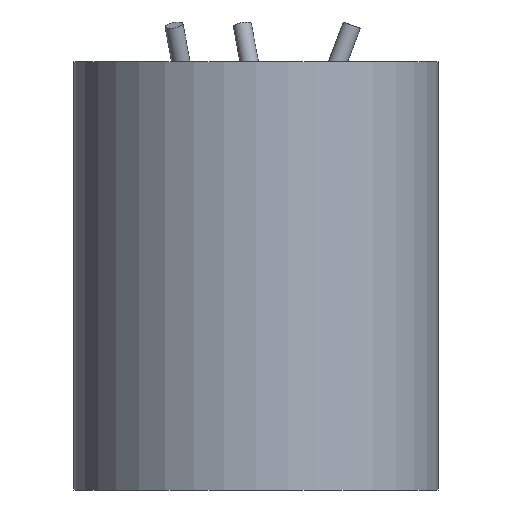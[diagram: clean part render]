
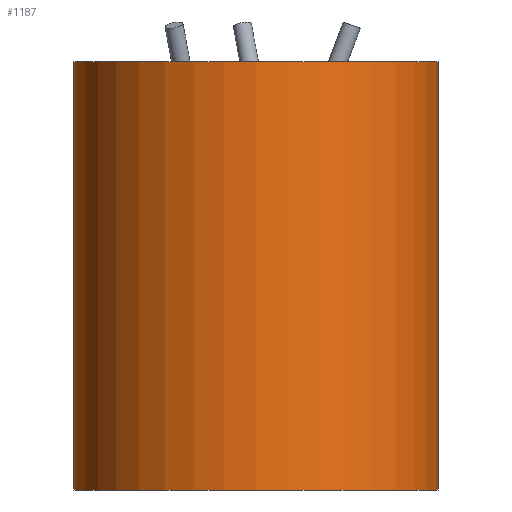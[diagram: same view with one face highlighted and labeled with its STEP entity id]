
A CAD part, front view. The second image highlights one B-rep face of the part: STEP entity #1187.
In plain terms, the highlighted cylindrical face has radius 300 mm (diameter 600 mm), a full revolution.
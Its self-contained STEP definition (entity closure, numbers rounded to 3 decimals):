
#1187 = ADVANCED_FACE('',(#1188),#1201,.T.);
#1188 = FACE_BOUND('',#1189,.T.);
#1189 = EDGE_LOOP('',(#1190,#1224,#1247,#1274));
#1190 = ORIENTED_EDGE('',*,*,#1191,.F.);
#1191 = EDGE_CURVE('',#1192,#1192,#1194,.T.);
#1192 = VERTEX_POINT('',#1193);
#1193 = CARTESIAN_POINT('',(300.,0.,660.));
#1194 = SURFACE_CURVE('',#1195,(#1200,#1212),.PCURVE_S1.);
#1195 = CIRCLE('',#1196,300.);
#1196 = AXIS2_PLACEMENT_3D('',#1197,#1198,#1199);
#1197 = CARTESIAN_POINT('',(0.,0.,660.));
#1198 = DIRECTION('',(0.,0.,1.));
#1199 = DIRECTION('',(1.,0.,-0.));
#1200 = PCURVE('',#1201,#1206);
#1201 = CYLINDRICAL_SURFACE('',#1202,300.);
#1202 = AXIS2_PLACEMENT_3D('',#1203,#1204,#1205);
#1203 = CARTESIAN_POINT('',(0.,0.,-45.));
#1204 = DIRECTION('',(0.,0.,1.));
#1205 = DIRECTION('',(1.,0.,-0.));
#1206 = DEFINITIONAL_REPRESENTATION('',(#1207),#1211);
#1207 = LINE('',#1208,#1209);
#1208 = CARTESIAN_POINT('',(0.,705.));
#1209 = VECTOR('',#1210,1.);
#1210 = DIRECTION('',(1.,0.));
#1211 = ( GEOMETRIC_REPRESENTATION_CONTEXT(2) 
PARAMETRIC_REPRESENTATION_CONTEXT() REPRESENTATION_CONTEXT('2D SPACE',''
  ) );
#1212 = PCURVE('',#1213,#1218);
#1213 = PLANE('',#1214);
#1214 = AXIS2_PLACEMENT_3D('',#1215,#1216,#1217);
#1215 = CARTESIAN_POINT('',(0.,0.,660.));
#1216 = DIRECTION('',(0.,0.,1.));
#1217 = DIRECTION('',(1.,0.,-0.));
#1218 = DEFINITIONAL_REPRESENTATION('',(#1219),#1223);
#1219 = CIRCLE('',#1220,300.);
#1220 = AXIS2_PLACEMENT_2D('',#1221,#1222);
#1221 = CARTESIAN_POINT('',(0.,0.));
#1222 = DIRECTION('',(1.,0.));
#1223 = ( GEOMETRIC_REPRESENTATION_CONTEXT(2) 
PARAMETRIC_REPRESENTATION_CONTEXT() REPRESENTATION_CONTEXT('2D SPACE',''
  ) );
#1224 = ORIENTED_EDGE('',*,*,#1225,.F.);
#1225 = EDGE_CURVE('',#1226,#1192,#1228,.T.);
#1226 = VERTEX_POINT('',#1227);
#1227 = CARTESIAN_POINT('',(300.,0.,-45.));
#1228 = SEAM_CURVE('',#1229,(#1233,#1240),.PCURVE_S1.);
#1229 = LINE('',#1230,#1231);
#1230 = CARTESIAN_POINT('',(300.,0.,-45.));
#1231 = VECTOR('',#1232,1.);
#1232 = DIRECTION('',(0.,0.,1.));
#1233 = PCURVE('',#1201,#1234);
#1234 = DEFINITIONAL_REPRESENTATION('',(#1235),#1239);
#1235 = LINE('',#1236,#1237);
#1236 = CARTESIAN_POINT('',(6.283,-0.));
#1237 = VECTOR('',#1238,1.);
#1238 = DIRECTION('',(0.,1.));
#1239 = ( GEOMETRIC_REPRESENTATION_CONTEXT(2) 
PARAMETRIC_REPRESENTATION_CONTEXT() REPRESENTATION_CONTEXT('2D SPACE',''
  ) );
#1240 = PCURVE('',#1201,#1241);
#1241 = DEFINITIONAL_REPRESENTATION('',(#1242),#1246);
#1242 = LINE('',#1243,#1244);
#1243 = CARTESIAN_POINT('',(0.,-0.));
#1244 = VECTOR('',#1245,1.);
#1245 = DIRECTION('',(0.,1.));
#1246 = ( GEOMETRIC_REPRESENTATION_CONTEXT(2) 
PARAMETRIC_REPRESENTATION_CONTEXT() REPRESENTATION_CONTEXT('2D SPACE',''
  ) );
#1247 = ORIENTED_EDGE('',*,*,#1248,.T.);
#1248 = EDGE_CURVE('',#1226,#1226,#1249,.T.);
#1249 = SURFACE_CURVE('',#1250,(#1255,#1262),.PCURVE_S1.);
#1250 = CIRCLE('',#1251,300.);
#1251 = AXIS2_PLACEMENT_3D('',#1252,#1253,#1254);
#1252 = CARTESIAN_POINT('',(0.,0.,-45.));
#1253 = DIRECTION('',(0.,0.,1.));
#1254 = DIRECTION('',(1.,0.,-0.));
#1255 = PCURVE('',#1201,#1256);
#1256 = DEFINITIONAL_REPRESENTATION('',(#1257),#1261);
#1257 = LINE('',#1258,#1259);
#1258 = CARTESIAN_POINT('',(0.,0.));
#1259 = VECTOR('',#1260,1.);
#1260 = DIRECTION('',(1.,0.));
#1261 = ( GEOMETRIC_REPRESENTATION_CONTEXT(2) 
PARAMETRIC_REPRESENTATION_CONTEXT() REPRESENTATION_CONTEXT('2D SPACE',''
  ) );
#1262 = PCURVE('',#1263,#1268);
#1263 = PLANE('',#1264);
#1264 = AXIS2_PLACEMENT_3D('',#1265,#1266,#1267);
#1265 = CARTESIAN_POINT('',(0.,0.,-45.));
#1266 = DIRECTION('',(0.,0.,1.));
#1267 = DIRECTION('',(1.,0.,-0.));
#1268 = DEFINITIONAL_REPRESENTATION('',(#1269),#1273);
#1269 = CIRCLE('',#1270,300.);
#1270 = AXIS2_PLACEMENT_2D('',#1271,#1272);
#1271 = CARTESIAN_POINT('',(0.,0.));
#1272 = DIRECTION('',(1.,0.));
#1273 = ( GEOMETRIC_REPRESENTATION_CONTEXT(2) 
PARAMETRIC_REPRESENTATION_CONTEXT() REPRESENTATION_CONTEXT('2D SPACE',''
  ) );
#1274 = ORIENTED_EDGE('',*,*,#1225,.T.);
